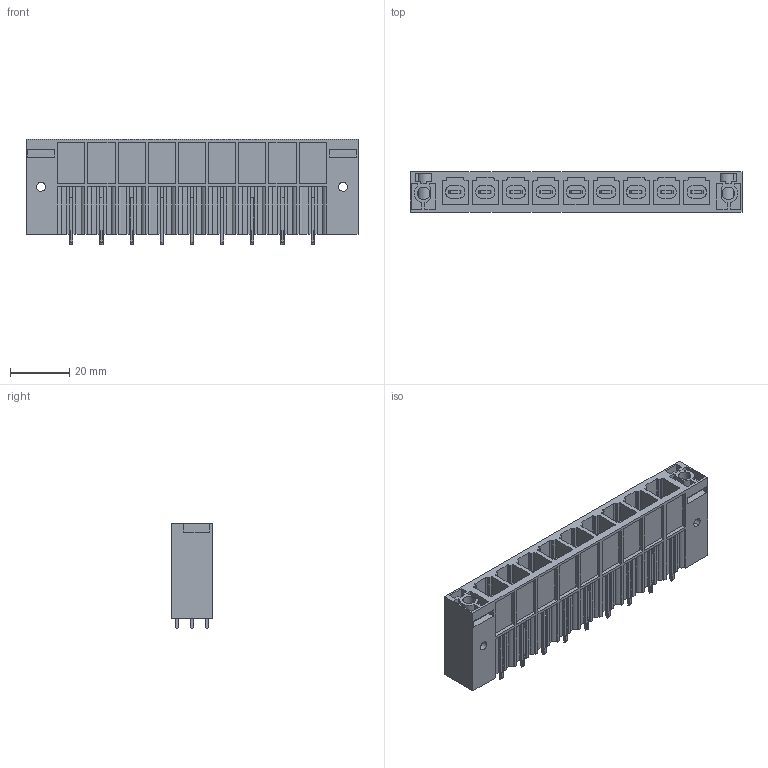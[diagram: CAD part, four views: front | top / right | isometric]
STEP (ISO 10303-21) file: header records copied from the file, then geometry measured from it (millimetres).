
FILE_DESCRIPTION(('CATIA V5 STEP Exchange','CAx-IF Rec.Pracs.--- Model Styling and Organization---1.2---2011-12-15'),'2;1');
FILE_NAME ('D1456691_0_1813720000_1813720000.stp','2018-11-24T13:27:57+00:00',('none'),('Weidmueller'),'CATIA Version 5-6 Release 2014','CATIA V5 STEP AP214','none');
FILE_SCHEMA(('AUTOMOTIVE_DESIGN { 1 0 10303 214 1 1 1 1 }'));
Length unit declared in the file: millimetre
Products named in the file (1): 1813720000
Bounding box: 111.76 x 13.6 x 35.5 mm (x, y, z)
Volume: 22544.6 mm3; surface area: 34963.3 mm2
Topology: 10 solids, 10 shells, 1466 faces, 4227 edges, 2815 vertices
Faces by surface type: plane 1270, cylinder 196
Entity records: 42978 total; most frequent: ORIENTED_EDGE 8454, CARTESIAN_POINT 7774, DIRECTION 5419, EDGE_CURVE 4227, VECTOR 3745, LINE 3745, VERTEX_POINT 2815, EDGE_LOOP 1530
